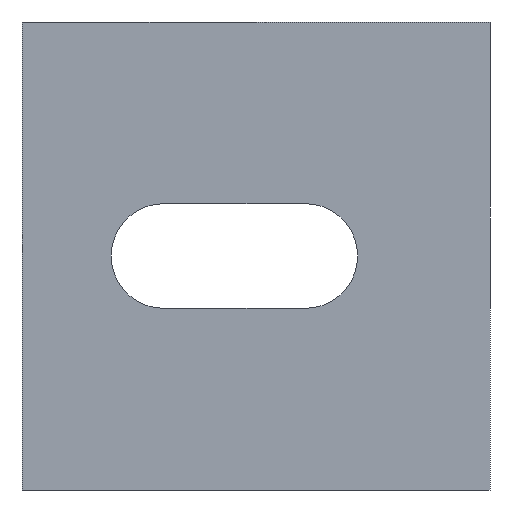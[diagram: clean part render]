
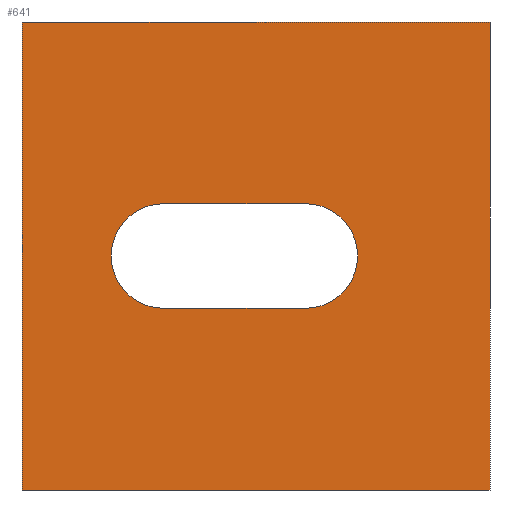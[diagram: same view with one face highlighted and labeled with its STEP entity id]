
A CAD part, left-side view. The second image highlights one B-rep face of the part: STEP entity #641.
In plain terms, the highlighted planar face has unit normal (-1, 0, 0).
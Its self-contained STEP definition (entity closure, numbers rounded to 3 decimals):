
#36 = DIRECTION ( 'NONE',  ( 0., 0., -1. ) ) ;
#39 = CARTESIAN_POINT ( 'NONE',  ( -38., 26.5, 4.25 ) ) ;
#44 = LINE ( 'NONE', #45, #463 ) ;
#45 = CARTESIAN_POINT ( 'NONE',  ( -38., 0., -19. ) ) ;
#46 = DIRECTION ( 'NONE',  ( 0., -1., 0. ) ) ;
#49 = LINE ( 'NONE', #39, #418 ) ;
#50 = CARTESIAN_POINT ( 'NONE',  ( -38., 26.5, 0. ) ) ;
#51 = DIRECTION ( 'NONE',  ( 1., 0., 0. ) ) ;
#52 = DIRECTION ( 'NONE',  ( 0., 1., 0. ) ) ;
#53 = DIRECTION ( 'NONE',  ( 0., -1., 0. ) ) ;
#60 = EDGE_LOOP ( 'NONE', ( #322, #485, #317, #494, #231 ) ) ;
#81 = CARTESIAN_POINT ( 'NONE',  ( -38., 0., 19. ) ) ;
#90 = FACE_BOUND ( 'NONE', #60, .T. ) ;
#91 = PLANE ( 'NONE',  #453 ) ;
#93 = DIRECTION ( 'NONE',  ( 1., 0., 0. ) ) ;
#94 = DIRECTION ( 'NONE',  ( 0., 0., -1. ) ) ;
#110 = CARTESIAN_POINT ( 'NONE',  ( -38., 26.5, -4.25 ) ) ;
#111 = DIRECTION ( 'NONE',  ( 0., 1., 0. ) ) ;
#113 = CARTESIAN_POINT ( 'NONE',  ( -38., 26.5, 0. ) ) ;
#114 = DIRECTION ( 'NONE',  ( 1., 0., 0. ) ) ;
#115 = DIRECTION ( 'NONE',  ( 0., 1., 0. ) ) ;
#139 = FACE_OUTER_BOUND ( 'NONE', #198, .T. ) ;
#163 = VECTOR ( 'NONE', #389, 1000. ) ;
#164 = VECTOR ( 'NONE', #383, 1000. ) ;
#198 = EDGE_LOOP ( 'NONE', ( #232, #229, #230, #227 ) ) ;
#227 = ORIENTED_EDGE ( 'NONE', *, *, #520, .T. ) ;
#229 = ORIENTED_EDGE ( 'NONE', *, *, #526, .F. ) ;
#230 = ORIENTED_EDGE ( 'NONE', *, *, #522, .F. ) ;
#231 = ORIENTED_EDGE ( 'NONE', *, *, #552, .T. ) ;
#232 = ORIENTED_EDGE ( 'NONE', *, *, #530, .T. ) ;
#295 = CARTESIAN_POINT ( 'NONE',  ( -38., 26.5, 4.25 ) ) ;
#297 = CARTESIAN_POINT ( 'NONE',  ( -38., 30.75, 0. ) ) ;
#312 = CARTESIAN_POINT ( 'NONE',  ( -38., 38., -19. ) ) ;
#317 = ORIENTED_EDGE ( 'NONE', *, *, #555, .T. ) ;
#322 = ORIENTED_EDGE ( 'NONE', *, *, #554, .T. ) ;
#361 = CARTESIAN_POINT ( 'NONE',  ( -38., 15., 0. ) ) ;
#362 = DIRECTION ( 'NONE',  ( 1., 0., 0. ) ) ;
#363 = DIRECTION ( 'NONE',  ( 0., 1., 0. ) ) ;
#365 = LINE ( 'NONE', #110, #473 ) ;
#380 = LINE ( 'NONE', #382, #164 ) ;
#381 = CARTESIAN_POINT ( 'NONE',  ( -38., 0., 19. ) ) ;
#382 = CARTESIAN_POINT ( 'NONE',  ( -38., 38., 19. ) ) ;
#383 = DIRECTION ( 'NONE',  ( 0., 0., -1. ) ) ;
#385 = LINE ( 'NONE', #381, #163 ) ;
#389 = DIRECTION ( 'NONE',  ( 0., -1., 0. ) ) ;
#390 = CARTESIAN_POINT ( 'NONE',  ( -38., 0., 19. ) ) ;
#391 = LINE ( 'NONE', #390, #438 ) ;
#418 = VECTOR ( 'NONE', #53, 1000. ) ;
#438 = VECTOR ( 'NONE', #36, 1000. ) ;
#445 = AXIS2_PLACEMENT_3D ( 'NONE', #50, #51, #52 ) ;
#453 = AXIS2_PLACEMENT_3D ( 'NONE', #81, #93, #94 ) ;
#457 = CIRCLE ( 'NONE', #445, 4.25 ) ;
#463 = VECTOR ( 'NONE', #46, 1000. ) ;
#468 = CIRCLE ( 'NONE', #474, 4.25 ) ;
#471 = AXIS2_PLACEMENT_3D ( 'NONE', #113, #114, #115 ) ;
#472 = CIRCLE ( 'NONE', #471, 4.25 ) ;
#473 = VECTOR ( 'NONE', #111, 1000. ) ;
#474 = AXIS2_PLACEMENT_3D ( 'NONE', #361, #362, #363 ) ;
#485 = ORIENTED_EDGE ( 'NONE', *, *, #531, .T. ) ;
#494 = ORIENTED_EDGE ( 'NONE', *, *, #532, .T. ) ;
#520 = EDGE_CURVE ( 'NONE', #733, #731, #380, .T. ) ;
#522 = EDGE_CURVE ( 'NONE', #733, #740, #385, .T. ) ;
#526 = EDGE_CURVE ( 'NONE', #740, #741, #391, .T. ) ;
#530 = EDGE_CURVE ( 'NONE', #731, #741, #44, .T. ) ;
#531 = EDGE_CURVE ( 'NONE', #737, #720, #457, .T. ) ;
#532 = EDGE_CURVE ( 'NONE', #716, #735, #49, .T. ) ;
#552 = EDGE_CURVE ( 'NONE', #735, #739, #468, .T. ) ;
#554 = EDGE_CURVE ( 'NONE', #739, #737, #365, .T. ) ;
#555 = EDGE_CURVE ( 'NONE', #720, #716, #472, .T. ) ;
#557 = CARTESIAN_POINT ( 'NONE',  ( -38., 38., 19. ) ) ;
#559 = CARTESIAN_POINT ( 'NONE',  ( -38., 15., 4.25 ) ) ;
#561 = CARTESIAN_POINT ( 'NONE',  ( -38., 26.5, -4.25 ) ) ;
#563 = CARTESIAN_POINT ( 'NONE',  ( -38., 15., -4.25 ) ) ;
#564 = CARTESIAN_POINT ( 'NONE',  ( -38., 0., 19. ) ) ;
#565 = CARTESIAN_POINT ( 'NONE',  ( -38., 0., -19. ) ) ;
#641 = ADVANCED_FACE ( 'NONE', ( #90, #139 ), #91, .F. ) ;
#716 = VERTEX_POINT ( 'NONE', #295 ) ;
#720 = VERTEX_POINT ( 'NONE', #297 ) ;
#731 = VERTEX_POINT ( 'NONE', #312 ) ;
#733 = VERTEX_POINT ( 'NONE', #557 ) ;
#735 = VERTEX_POINT ( 'NONE', #559 ) ;
#737 = VERTEX_POINT ( 'NONE', #561 ) ;
#739 = VERTEX_POINT ( 'NONE', #563 ) ;
#740 = VERTEX_POINT ( 'NONE', #564 ) ;
#741 = VERTEX_POINT ( 'NONE', #565 ) ;
